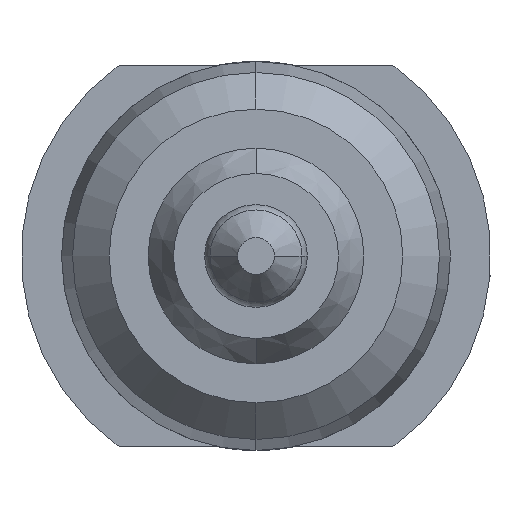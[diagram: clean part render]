
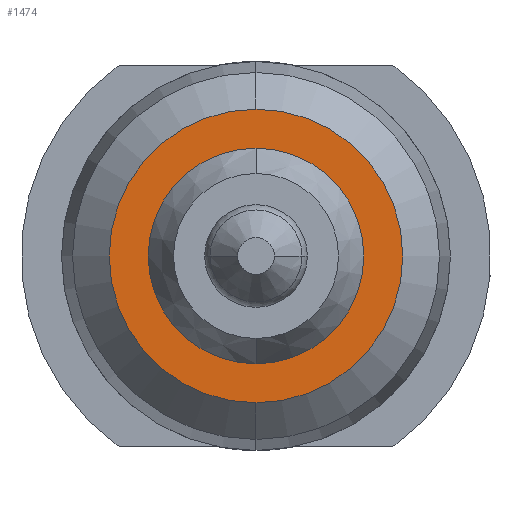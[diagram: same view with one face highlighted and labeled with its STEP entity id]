
A CAD part, front view. The second image highlights one B-rep face of the part: STEP entity #1474.
In plain terms, the highlighted planar face has unit normal (0, -1, 0).
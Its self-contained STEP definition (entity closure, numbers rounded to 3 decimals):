
#2 = VERTEX_POINT ( 'NONE', #1639 ) ;
#384 = CIRCLE ( 'NONE', #5482, 0.735 ) ;
#699 = ORIENTED_EDGE ( 'NONE', *, *, #3778, .F. ) ;
#704 = CARTESIAN_POINT ( 'NONE',  ( 0., -28., 0. ) ) ;
#765 = DIRECTION ( 'NONE',  ( 0., 0., -1. ) ) ;
#891 = AXIS2_PLACEMENT_3D ( 'NONE', #956, #4853, #4836 ) ;
#956 = CARTESIAN_POINT ( 'NONE',  ( -1., -28., 0. ) ) ;
#960 = VERTEX_POINT ( 'NONE', #5319 ) ;
#1302 = EDGE_CURVE ( 'Defeature ausgef�hrt1_55+Defeature ausgef�hrt1_2+Defeature ausgef�hrt1_2+Defeature ausgef�hrt1_2', #1348, #960, #1518, .T. ) ;
#1348 = VERTEX_POINT ( 'NONE', #3258 ) ;
#1474 = ADVANCED_FACE ( 'Defeature ausgef�hrt1_2', ( #5320, #2376 ), #4779, .F. ) ;
#1518 = CIRCLE ( 'NONE', #2754, 0.735 ) ;
#1639 = CARTESIAN_POINT ( 'NONE',  ( 0., -28., 1. ) ) ;
#1962 = CARTESIAN_POINT ( 'NONE',  ( 0., -28., 0. ) ) ;
#2000 = DIRECTION ( 'NONE',  ( 0., -1., 0. ) ) ;
#2090 = CARTESIAN_POINT ( 'NONE',  ( 0., -28., 0. ) ) ;
#2156 = VERTEX_POINT ( 'NONE', #4358 ) ;
#2376 = FACE_OUTER_BOUND ( 'NONE', #4625, .T. ) ;
#2496 = EDGE_CURVE ( 'Defeature ausgef�hrt1_55+Defeature ausgef�hrt1_2+Defeature ausgef�hrt1_2+Defeature ausgef�hrt1_2', #960, #1348, #384, .T. ) ;
#2754 = AXIS2_PLACEMENT_3D ( 'NONE', #704, #2000, #4409 ) ;
#2815 = DIRECTION ( 'NONE',  ( -1., 0., 0. ) ) ;
#2891 = DIRECTION ( 'NONE',  ( 0., 0., -1. ) ) ;
#3032 = AXIS2_PLACEMENT_3D ( 'NONE', #5082, #5502, #765 ) ;
#3258 = CARTESIAN_POINT ( 'NONE',  ( 0., -28., 0.735 ) ) ;
#3513 = AXIS2_PLACEMENT_3D ( 'NONE', #2090, #5065, #2891 ) ;
#3687 = DIRECTION ( 'NONE',  ( 0., -1., 0. ) ) ;
#3761 = ORIENTED_EDGE ( 'NONE', *, *, #1302, .F. ) ;
#3778 = EDGE_CURVE ( 'Defeature ausgef�hrt1_13+Defeature ausgef�hrt1_2+Defeature ausgef�hrt1_2+Defeature ausgef�hrt1_2', #2156, #2, #4875, .T. ) ;
#3881 = ORIENTED_EDGE ( 'NONE', *, *, #4662, .F. ) ;
#4358 = CARTESIAN_POINT ( 'NONE',  ( 0., -28., -1. ) ) ;
#4409 = DIRECTION ( 'NONE',  ( -1., 0., 0. ) ) ;
#4625 = EDGE_LOOP ( 'NONE', ( #699, #3881 ) ) ;
#4662 = EDGE_CURVE ( 'Defeature ausgef�hrt1_13+Defeature ausgef�hrt1_2+Defeature ausgef�hrt1_2+Defeature ausgef�hrt1_2', #2, #2156, #4966, .T. ) ;
#4779 = PLANE ( 'NONE',  #891 ) ;
#4836 = DIRECTION ( 'NONE',  ( 0., 0., -1. ) ) ;
#4853 = DIRECTION ( 'NONE',  ( 0., 1., 0. ) ) ;
#4875 = CIRCLE ( 'NONE', #3032, 1. ) ;
#4952 = EDGE_LOOP ( 'NONE', ( #3761, #5010 ) ) ;
#4966 = CIRCLE ( 'NONE', #3513, 1. ) ;
#5010 = ORIENTED_EDGE ( 'NONE', *, *, #2496, .F. ) ;
#5065 = DIRECTION ( 'NONE',  ( 0., 1., 0. ) ) ;
#5082 = CARTESIAN_POINT ( 'NONE',  ( 0., -28., 0. ) ) ;
#5319 = CARTESIAN_POINT ( 'NONE',  ( 0., -28., -0.735 ) ) ;
#5320 = FACE_BOUND ( 'NONE', #4952, .T. ) ;
#5482 = AXIS2_PLACEMENT_3D ( 'NONE', #1962, #3687, #2815 ) ;
#5502 = DIRECTION ( 'NONE',  ( 0., 1., 0. ) ) ;
